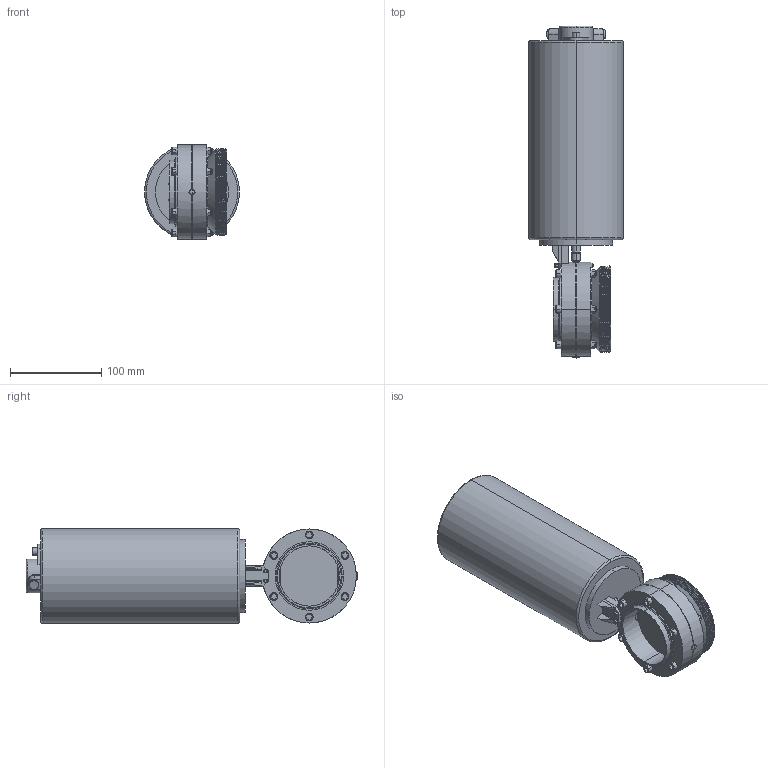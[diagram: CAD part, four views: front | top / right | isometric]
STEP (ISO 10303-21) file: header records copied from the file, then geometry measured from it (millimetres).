
FILE_DESCRIPTION (( 'STEP AP203' ), '1' );
FILE_NAME ('3D-M4502_DN65_174451485_174451515.STEP', '2024-09-18T12:20:05', ( '' ), ( '' ), 'SwSTEP 2.0', 'SolidWorks 2024', '' );
FILE_SCHEMA (( 'CONFIG_CONTROL_DESIGN' ));
Length unit declared in the file: millimetre
Products named in the file (1): 3D-M4502_DN65_174451485_174451515
Bounding box: 104 x 363.65 x 104 mm (x, y, z)
Volume: 2115803.8 mm3; surface area: 154104.4 mm2
Topology: 5 solids, 5 shells, 414 faces, 985 edges, 612 vertices
Faces by surface type: plane 208, cylinder 120, torus 40, cone 35, bspline 9, sphere 2
Entity records: 14938 total; most frequent: CARTESIAN_POINT 5237, DIRECTION 2052, ORIENTED_EDGE 1960, EDGE_CURVE 980, AXIS2_PLACEMENT_3D 754, VERTEX_POINT 611, VECTOR 544, LINE 544
